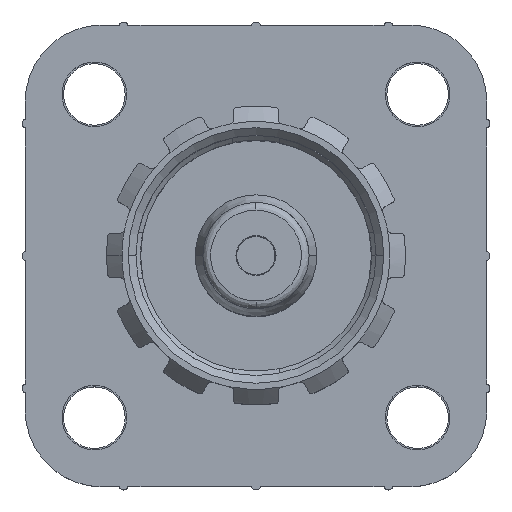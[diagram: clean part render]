
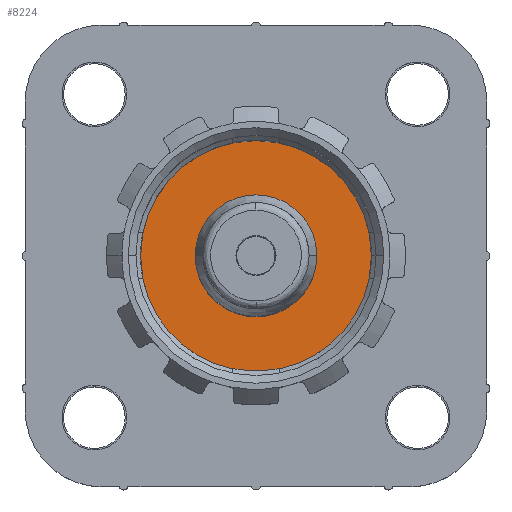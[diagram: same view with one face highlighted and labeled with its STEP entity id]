
A CAD part, top view. The second image highlights one B-rep face of the part: STEP entity #8224.
In plain terms, the highlighted planar face has unit normal (0, 0, 1).
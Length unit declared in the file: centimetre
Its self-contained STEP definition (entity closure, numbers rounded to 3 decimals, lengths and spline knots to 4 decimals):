
#240 = VERTEX_POINT ( 'NONE', #9231 ) ;
#335 = DIRECTION ( 'NONE',  ( 1., 0., 0. ) ) ;
#413 = ORIENTED_EDGE ( 'NONE', *, *, #2715, .T. ) ;
#571 = ORIENTED_EDGE ( 'NONE', *, *, #7687, .T. ) ;
#674 = CARTESIAN_POINT ( 'NONE',  ( 0., 0., -2.5 ) ) ;
#970 = CIRCLE ( 'NONE', #4447, 0.75 ) ;
#1634 = CARTESIAN_POINT ( 'NONE',  ( 0., 0., -2.5 ) ) ;
#1728 = DIRECTION ( 'NONE',  ( 0., 0., 1. ) ) ;
#2279 = DIRECTION ( 'NONE',  ( 0., 0., 1. ) ) ;
#2493 = FACE_BOUND ( 'NONE', #2663, .T. ) ;
#2543 = DIRECTION ( 'NONE',  ( 0., 0., -1. ) ) ;
#2653 = VERTEX_POINT ( 'NONE', #9126 ) ;
#2663 = EDGE_LOOP ( 'NONE', ( #5192, #413 ) ) ;
#2694 = CIRCLE ( 'NONE', #5403, 0.395 ) ;
#2715 = EDGE_CURVE ( 'NONE', #8379, #4065, #4208, .T. ) ;
#3292 = FACE_OUTER_BOUND ( 'NONE', #3733, .T. ) ;
#3396 = CARTESIAN_POINT ( 'NONE',  ( 0.395, 0., -2.5 ) ) ;
#3569 = EDGE_CURVE ( 'NONE', #240, #2653, #4066, .T. ) ;
#3733 = EDGE_LOOP ( 'NONE', ( #571, #8026 ) ) ;
#3863 = CARTESIAN_POINT ( 'NONE',  ( 0., 0., -2.5 ) ) ;
#3928 = EDGE_CURVE ( 'NONE', #4065, #8379, #2694, .T. ) ;
#4065 = VERTEX_POINT ( 'NONE', #3396 ) ;
#4066 = CIRCLE ( 'NONE', #8757, 0.75 ) ;
#4136 = AXIS2_PLACEMENT_3D ( 'NONE', #3863, #9108, #6162 ) ;
#4208 = CIRCLE ( 'NONE', #4674, 0.395 ) ;
#4438 = CARTESIAN_POINT ( 'NONE',  ( -0.395, 0., -2.5 ) ) ;
#4447 = AXIS2_PLACEMENT_3D ( 'NONE', #7364, #2279, #8841 ) ;
#4572 = DIRECTION ( 'NONE',  ( 1., 0., 0. ) ) ;
#4674 = AXIS2_PLACEMENT_3D ( 'NONE', #674, #7838, #7177 ) ;
#5192 = ORIENTED_EDGE ( 'NONE', *, *, #3928, .T. ) ;
#5403 = AXIS2_PLACEMENT_3D ( 'NONE', #8937, #2543, #335 ) ;
#6162 = DIRECTION ( 'NONE',  ( 1., 0., 0. ) ) ;
#6874 = PLANE ( 'NONE',  #4136 ) ;
#7177 = DIRECTION ( 'NONE',  ( 1., 0., 0. ) ) ;
#7364 = CARTESIAN_POINT ( 'NONE',  ( 0., 0., -2.5 ) ) ;
#7687 = EDGE_CURVE ( 'NONE', #2653, #240, #970, .T. ) ;
#7838 = DIRECTION ( 'NONE',  ( 0., 0., -1. ) ) ;
#8026 = ORIENTED_EDGE ( 'NONE', *, *, #3569, .T. ) ;
#8224 = ADVANCED_FACE ( 'NONE', ( #2493, #3292 ), #6874, .T. ) ;
#8379 = VERTEX_POINT ( 'NONE', #4438 ) ;
#8757 = AXIS2_PLACEMENT_3D ( 'NONE', #1634, #1728, #4572 ) ;
#8841 = DIRECTION ( 'NONE',  ( 1., 0., 0. ) ) ;
#8937 = CARTESIAN_POINT ( 'NONE',  ( 0., 0., -2.5 ) ) ;
#9108 = DIRECTION ( 'NONE',  ( 0., 0., 1. ) ) ;
#9126 = CARTESIAN_POINT ( 'NONE',  ( 0.75, 0., -2.5 ) ) ;
#9231 = CARTESIAN_POINT ( 'NONE',  ( -0.75, 0., -2.5 ) ) ;
